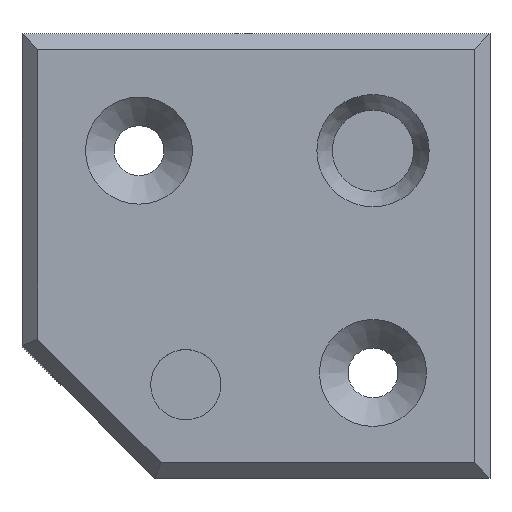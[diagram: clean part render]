
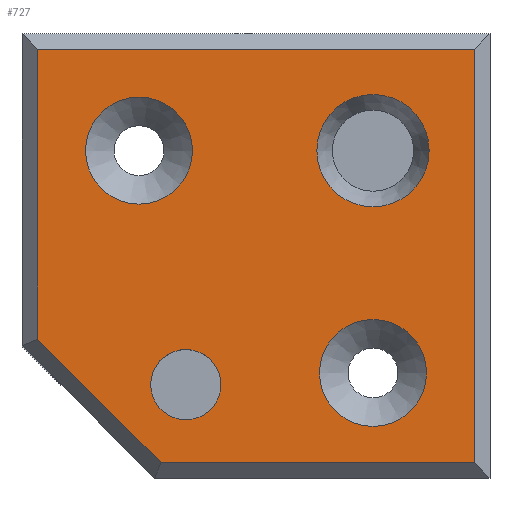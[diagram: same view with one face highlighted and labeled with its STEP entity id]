
A CAD part, top view. The second image highlights one B-rep face of the part: STEP entity #727.
In plain terms, the highlighted planar face has unit normal (0, 0, 1).
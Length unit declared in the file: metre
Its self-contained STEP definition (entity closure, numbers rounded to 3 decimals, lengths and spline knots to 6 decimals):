
#51=CIRCLE('',#799,0.006855);
#52=CIRCLE('',#800,0.006855);
#53=CIRCLE('',#801,0.0072);
#54=CIRCLE('',#802,0.0045);
#157=ORIENTED_EDGE('',*,*,#316,.T.);
#158=ORIENTED_EDGE('',*,*,#317,.T.);
#159=ORIENTED_EDGE('',*,*,#318,.T.);
#160=ORIENTED_EDGE('',*,*,#319,.T.);
#161=ORIENTED_EDGE('',*,*,#320,.F.);
#162=ORIENTED_EDGE('',*,*,#321,.F.);
#163=ORIENTED_EDGE('',*,*,#322,.F.);
#164=ORIENTED_EDGE('',*,*,#323,.F.);
#165=ORIENTED_EDGE('',*,*,#324,.F.);
#316=EDGE_CURVE('',#395,#395,#51,.T.);
#317=EDGE_CURVE('',#396,#396,#52,.T.);
#318=EDGE_CURVE('',#397,#397,#53,.T.);
#319=EDGE_CURVE('',#398,#398,#54,.T.);
#320=EDGE_CURVE('',#399,#400,#460,.T.);
#321=EDGE_CURVE('',#401,#399,#461,.T.);
#322=EDGE_CURVE('',#402,#401,#462,.T.);
#323=EDGE_CURVE('',#403,#402,#463,.T.);
#324=EDGE_CURVE('',#400,#403,#464,.T.);
#395=VERTEX_POINT('',#1191);
#396=VERTEX_POINT('',#1193);
#397=VERTEX_POINT('',#1195);
#398=VERTEX_POINT('',#1197);
#399=VERTEX_POINT('',#1199);
#400=VERTEX_POINT('',#1200);
#401=VERTEX_POINT('',#1202);
#402=VERTEX_POINT('',#1204);
#403=VERTEX_POINT('',#1206);
#460=LINE('',#1198,#529);
#461=LINE('',#1201,#530);
#462=LINE('',#1203,#531);
#463=LINE('',#1205,#532);
#464=LINE('',#1207,#533);
#529=VECTOR('',#953,1.);
#530=VECTOR('',#954,1.);
#531=VECTOR('',#955,1.);
#532=VECTOR('',#956,1.);
#533=VECTOR('',#957,1.);
#578=EDGE_LOOP('',(#157));
#579=EDGE_LOOP('',(#158));
#580=EDGE_LOOP('',(#159));
#581=EDGE_LOOP('',(#160));
#582=EDGE_LOOP('',(#161,#162,#163,#164,#165));
#641=FACE_BOUND('',#578,.T.);
#642=FACE_BOUND('',#579,.T.);
#643=FACE_BOUND('',#580,.T.);
#644=FACE_BOUND('',#581,.T.);
#645=FACE_BOUND('',#582,.T.);
#691=PLANE('',#798);
#727=ADVANCED_FACE('',(#641,#642,#643,#644,#645),#691,.T.);
#798=AXIS2_PLACEMENT_3D('',#1189,#943,#944);
#799=AXIS2_PLACEMENT_3D('',#1190,#945,#946);
#800=AXIS2_PLACEMENT_3D('',#1192,#947,#948);
#801=AXIS2_PLACEMENT_3D('',#1194,#949,#950);
#802=AXIS2_PLACEMENT_3D('',#1196,#951,#952);
#943=DIRECTION('',(0.,0.,1.));
#944=DIRECTION('',(-1.,0.,0.));
#945=DIRECTION('',(0.,0.,-1.));
#946=DIRECTION('',(-1.,0.,0.));
#947=DIRECTION('',(0.,0.,-1.));
#948=DIRECTION('',(-1.,0.,0.));
#949=DIRECTION('',(0.,0.,-1.));
#950=DIRECTION('',(-1.,0.,0.));
#951=DIRECTION('',(0.,0.,-1.));
#952=DIRECTION('',(-1.,0.,0.));
#953=DIRECTION('',(-0.707,0.707,0.));
#954=DIRECTION('',(-1.,0.,0.));
#955=DIRECTION('',(0.,-1.,0.));
#956=DIRECTION('',(1.,0.,0.));
#957=DIRECTION('',(0.,1.,0.));
#1189=CARTESIAN_POINT('',(0.06,0.0015,0.036));
#1190=CARTESIAN_POINT('',(0.075,-0.0135,0.036));
#1191=CARTESIAN_POINT('',(0.068145,-0.0135,0.036));
#1192=CARTESIAN_POINT('',(0.045,0.015,0.036));
#1193=CARTESIAN_POINT('',(0.038145,0.015,0.036));
#1194=CARTESIAN_POINT('',(0.075,0.015,0.036));
#1195=CARTESIAN_POINT('',(0.0678,0.015,0.036));
#1196=CARTESIAN_POINT('',(0.051,-0.015,0.036));
#1197=CARTESIAN_POINT('',(0.0465,-0.015,0.036));
#1198=CARTESIAN_POINT('',(0.040664,-0.017836,0.036));
#1199=CARTESIAN_POINT('',(0.047828,-0.025,0.036));
#1200=CARTESIAN_POINT('',(0.032,-0.009172,0.036));
#1201=CARTESIAN_POINT('',(0.047,-0.025,0.036));
#1202=CARTESIAN_POINT('',(0.088,-0.025,0.036));
#1203=CARTESIAN_POINT('',(0.088,-0.027,0.036));
#1204=CARTESIAN_POINT('',(0.088,0.028,0.036));
#1205=CARTESIAN_POINT('',(0.09,0.028,0.036));
#1206=CARTESIAN_POINT('',(0.032,0.028,0.036));
#1207=CARTESIAN_POINT('',(0.032,0.0015,0.036));
